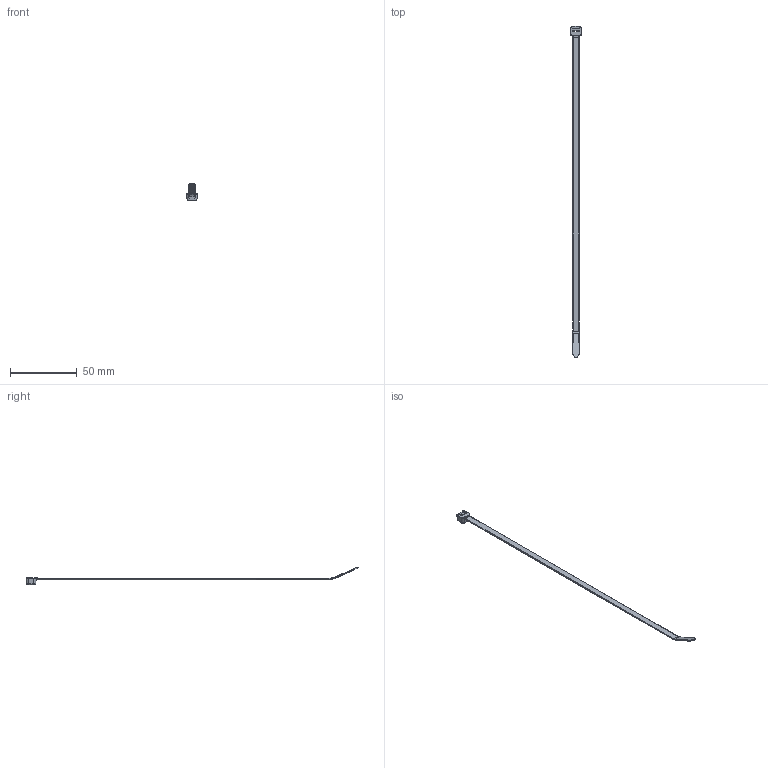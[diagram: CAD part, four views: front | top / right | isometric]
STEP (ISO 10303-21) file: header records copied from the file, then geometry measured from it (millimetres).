
FILE_DESCRIPTION(/* description */ (''),/* implementation_level */ '2;1');
FILE_NAME(/* name */ 'PANDUIT_PLT2_5S.stp',/* time_stamp */ '2019-09-20T13:25:41-05:00',/* author */ (''),/* organization */ (''),/* preprocessor_version */ 'ST-DEVELOPER v16',/* originating_system */ 'SIEMENS PLM Software NX 11.0',/* authorisation */ '');
FILE_SCHEMA (('AP203_CONFIGURATION_CONTROLLED_3D_DESIGN_OF_MECHANICAL_PARTS_AND_ASSEMBLIES_MIM_LF { 1 0 10303 403 2 1 2}'));
Length unit declared in the file: inch
Products named in the file (1): BWG33605AE04ye6
Bounding box: 8.13 x 248.92 x 13.44 mm (x, y, z)
Volume: 1567.6 mm3; surface area: 3014 mm2
Topology: 1 solids, 1 shells, 199 faces, 477 edges, 283 vertices
Faces by surface type: plane 91, cylinder 57, bspline 39, torus 7, sphere 4, extrusion 1
Entity records: 6668 total; most frequent: CARTESIAN_POINT 1911, ORIENTED_EDGE 946, DIRECTION 918, EDGE_CURVE 473, AXIS2_PLACEMENT_3D 326, VERTEX_POINT 283, VECTOR 266, LINE 265
